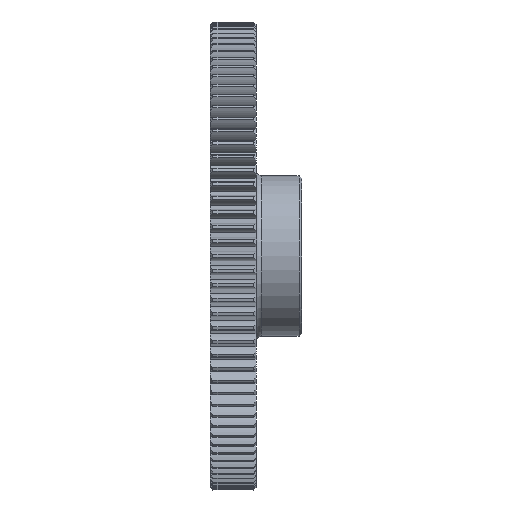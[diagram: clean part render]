
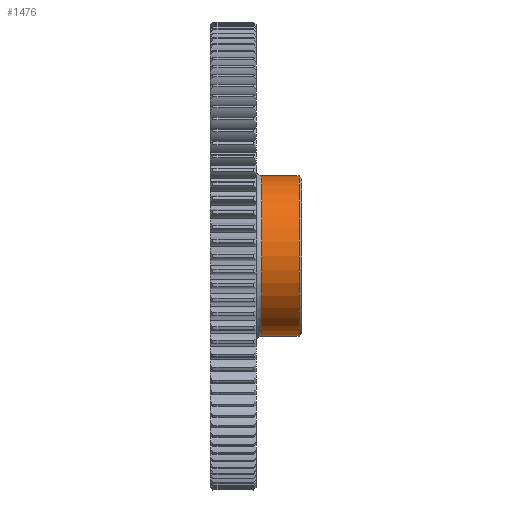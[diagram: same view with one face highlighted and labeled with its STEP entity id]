
A CAD part, front view. The second image highlights one B-rep face of the part: STEP entity #1476.
In plain terms, the highlighted cylindrical face has radius 14 mm (diameter 28 mm), a full revolution.
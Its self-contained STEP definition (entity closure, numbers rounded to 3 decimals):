
#1476 = ADVANCED_FACE( '', ( #3147, #3148, #3149 ), #3150, .T. );
#3147 = FACE_OUTER_BOUND( '', #5010, .T. );
#3148 = FACE_BOUND( '', #5011, .T. );
#3149 = FACE_OUTER_BOUND( '', #5012, .T. );
#3150 = CYLINDRICAL_SURFACE( '', #5013, 14. );
#5010 = EDGE_LOOP( '', ( #9615 ) );
#5011 = EDGE_LOOP( '', ( #9616 ) );
#5012 = EDGE_LOOP( '', ( #9617 ) );
#5013 = AXIS2_PLACEMENT_3D( '', #9618, #9619, #9620 );
#9615 = ORIENTED_EDGE( '', *, *, #13133, .T. );
#9616 = ORIENTED_EDGE( '', *, *, #13703, .T. );
#9617 = ORIENTED_EDGE( '', *, *, #11972, .F. );
#9618 = CARTESIAN_POINT( '', ( 16., 0., 0. ) );
#9619 = DIRECTION( '', ( -1., 0., 0. ) );
#9620 = DIRECTION( '', ( 0., 0., -1. ) );
#11972 = EDGE_CURVE( '', #14620, #14620, #14621, .T. );
#13133 = EDGE_CURVE( '', #16535, #16535, #16536, .T. );
#13703 = EDGE_CURVE( '', #17301, #17301, #17302, .T. );
#14620 = VERTEX_POINT( '', #18512 );
#14621 = CIRCLE( '', #18513, 14. );
#16535 = VERTEX_POINT( '', #21228 );
#16536 = CIRCLE( '', #21229, 14. );
#17301 = VERTEX_POINT( '', #22418 );
#17302 = B_SPLINE_CURVE_WITH_KNOTS( '', 3, ( #22419, #22420, #22421, #22422, #22423, #22424, #22425, #22426, #22427, #22428, #22429, #22430, #22431, #22432, #22433, #22434, #22435, #22436, #22437, #22438, #22439, #22440, #22441, #22442, #22443, #22444, #22445, #22446, #22447, #22448, #22449, #22450, #22451, #22452, #22453, #22454, #22455, #22456, #22457, #22458, #22459, #22460, #22461, #22462, #22463, #22464, #22465, #22466, #22467, #22468, #22469, #22470, #22471, #22472, #22473, #22474, #22475, #22476, #22477, #22478 ), .UNSPECIFIED., .T., .F., ( 2, 2, 2, 2, 2, 2, 2, 2, 2, 2, 2, 2, 2, 2, 2, 2, 2, 2, 2, 2, 2, 2, 2, 2, 2, 2, 2, 2, 2, 2, 2, 2 ), ( 0., 0., 0., 0.001, 0.001, 0.002, 0.002, 0.003, 0.004, 0.005, 0.005, 0.006, 0.006, 0.007, 0.007, 0.008, 0.008, 0.009, 0.009, 0.01, 0.01, 0.011, 0.011, 0.012, 0.012, 0.013, 0.013, 0.014, 0.014, 0.015, 0.015, 0.016 ), .UNSPECIFIED. );
#18512 = CARTESIAN_POINT( '', ( 15.5, 0., -14. ) );
#18513 = AXIS2_PLACEMENT_3D( '', #23493, #23494, #23495 );
#21228 = CARTESIAN_POINT( '', ( 9., 0., -14. ) );
#21229 = AXIS2_PLACEMENT_3D( '', #25453, #25454, #25455 );
#22418 = CARTESIAN_POINT( '', ( 10.296, 13.898, -1.687 ) );
#22419 = CARTESIAN_POINT( '', ( 10.176, 13.911, -1.584 ) );
#22420 = CARTESIAN_POINT( '', ( 10.416, 13.885, -1.79 ) );
#22421 = CARTESIAN_POINT( '', ( 10.544, 13.873, -1.881 ) );
#22422 = CARTESIAN_POINT( '', ( 10.817, 13.851, -2.038 ) );
#22423 = CARTESIAN_POINT( '', ( 10.962, 13.841, -2.104 ) );
#22424 = CARTESIAN_POINT( '', ( 11.258, 13.825, -2.209 ) );
#22425 = CARTESIAN_POINT( '', ( 11.41, 13.818, -2.248 ) );
#22426 = CARTESIAN_POINT( '', ( 11.721, 13.81, -2.299 ) );
#22427 = CARTESIAN_POINT( '', ( 11.88, 13.808, -2.31 ) );
#22428 = CARTESIAN_POINT( '', ( 12.194, 13.809, -2.306 ) );
#22429 = CARTESIAN_POINT( '', ( 12.35, 13.811, -2.29 ) );
#22430 = CARTESIAN_POINT( '', ( 12.66, 13.821, -2.231 ) );
#22431 = CARTESIAN_POINT( '', ( 12.813, 13.828, -2.187 ) );
#22432 = CARTESIAN_POINT( '', ( 13.251, 13.854, -2.019 ) );
#22433 = CARTESIAN_POINT( '', ( 13.526, 13.879, -1.851 ) );
#22434 = CARTESIAN_POINT( '', ( 13.987, 13.928, -1.431 ) );
#22435 = CARTESIAN_POINT( '', ( 14.179, 13.954, -1.171 ) );
#22436 = CARTESIAN_POINT( '', ( 14.372, 13.981, -0.744 ) );
#22437 = CARTESIAN_POINT( '', ( 14.422, 13.988, -0.592 ) );
#22438 = CARTESIAN_POINT( '', ( 14.487, 13.998, -0.283 ) );
#22439 = CARTESIAN_POINT( '', ( 14.502, 14., -0.127 ) );
#22440 = CARTESIAN_POINT( '', ( 14.498, 14., 0.188 ) );
#22441 = CARTESIAN_POINT( '', ( 14.477, 13.997, 0.347 ) );
#22442 = CARTESIAN_POINT( '', ( 14.404, 13.986, 0.652 ) );
#22443 = CARTESIAN_POINT( '', ( 14.35, 13.978, 0.802 ) );
#22444 = CARTESIAN_POINT( '', ( 14.211, 13.959, 1.086 ) );
#22445 = CARTESIAN_POINT( '', ( 14.128, 13.947, 1.219 ) );
#22446 = CARTESIAN_POINT( '', ( 13.935, 13.923, 1.468 ) );
#22447 = CARTESIAN_POINT( '', ( 13.825, 13.911, 1.583 ) );
#22448 = CARTESIAN_POINT( '', ( 13.469, 13.873, 1.89 ) );
#22449 = CARTESIAN_POINT( '', ( 13.19, 13.849, 2.05 ) );
#22450 = CARTESIAN_POINT( '', ( 12.746, 13.825, 2.208 ) );
#22451 = CARTESIAN_POINT( '', ( 12.592, 13.818, 2.247 ) );
#22452 = CARTESIAN_POINT( '', ( 12.28, 13.81, 2.298 ) );
#22453 = CARTESIAN_POINT( '', ( 12.124, 13.808, 2.31 ) );
#22454 = CARTESIAN_POINT( '', ( 11.81, 13.809, 2.306 ) );
#22455 = CARTESIAN_POINT( '', ( 11.65, 13.811, 2.29 ) );
#22456 = CARTESIAN_POINT( '', ( 11.341, 13.821, 2.231 ) );
#22457 = CARTESIAN_POINT( '', ( 11.191, 13.828, 2.188 ) );
#22458 = CARTESIAN_POINT( '', ( 10.897, 13.845, 2.076 ) );
#22459 = CARTESIAN_POINT( '', ( 10.754, 13.856, 2.005 ) );
#22460 = CARTESIAN_POINT( '', ( 10.487, 13.879, 1.842 ) );
#22461 = CARTESIAN_POINT( '', ( 10.362, 13.891, 1.748 ) );
#22462 = CARTESIAN_POINT( '', ( 10.129, 13.916, 1.537 ) );
#22463 = CARTESIAN_POINT( '', ( 10.022, 13.929, 1.418 ) );
#22464 = CARTESIAN_POINT( '', ( 9.838, 13.952, 1.166 ) );
#22465 = CARTESIAN_POINT( '', ( 9.758, 13.963, 1.032 ) );
#22466 = CARTESIAN_POINT( '', ( 9.628, 13.981, 0.743 ) );
#22467 = CARTESIAN_POINT( '', ( 9.578, 13.988, 0.592 ) );
#22468 = CARTESIAN_POINT( '', ( 9.514, 13.998, 0.286 ) );
#22469 = CARTESIAN_POINT( '', ( 9.498, 14., 0.127 ) );
#22470 = CARTESIAN_POINT( '', ( 9.503, 14., -0.19 ) );
#22471 = CARTESIAN_POINT( '', ( 9.522, 13.997, -0.345 ) );
#22472 = CARTESIAN_POINT( '', ( 9.596, 13.986, -0.652 ) );
#22473 = CARTESIAN_POINT( '', ( 9.651, 13.978, -0.803 ) );
#22474 = CARTESIAN_POINT( '', ( 9.788, 13.959, -1.085 ) );
#22475 = CARTESIAN_POINT( '', ( 9.873, 13.947, -1.22 ) );
#22476 = CARTESIAN_POINT( '', ( 10.067, 13.923, -1.469 ) );
#22477 = CARTESIAN_POINT( '', ( 10.176, 13.911, -1.584 ) );
#22478 = CARTESIAN_POINT( '', ( 10.416, 13.885, -1.79 ) );
#23493 = CARTESIAN_POINT( '', ( 15.5, 0., 0. ) );
#23494 = DIRECTION( '', ( 1., 0., 0. ) );
#23495 = DIRECTION( '', ( 0., 0., -1. ) );
#25453 = CARTESIAN_POINT( '', ( 9., 0., 0. ) );
#25454 = DIRECTION( '', ( 1., 0., 0. ) );
#25455 = DIRECTION( '', ( 0., 0., -1. ) );
